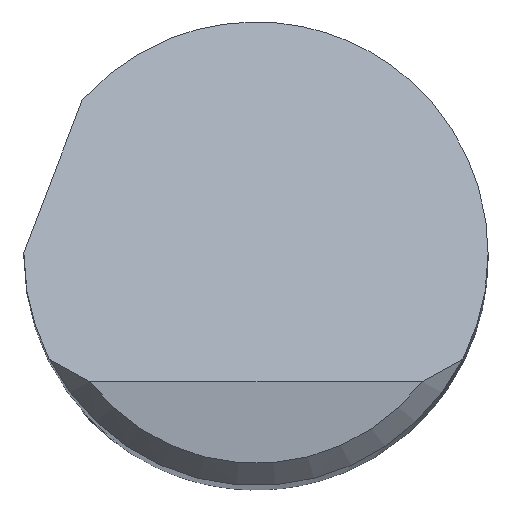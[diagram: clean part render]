
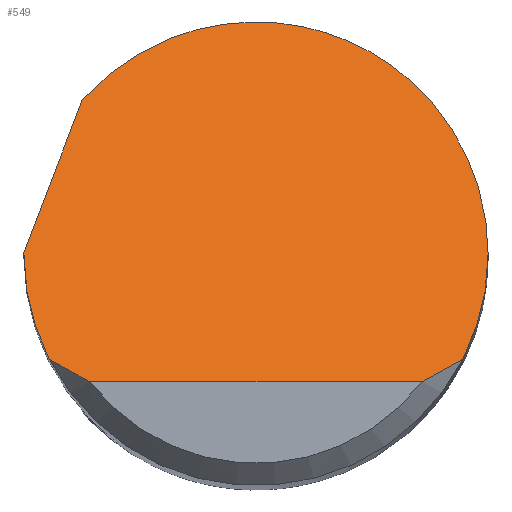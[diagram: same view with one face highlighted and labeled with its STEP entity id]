
A CAD part, top view. The second image highlights one B-rep face of the part: STEP entity #549.
In plain terms, the highlighted planar face has unit normal (0, 0.707, 0.707).
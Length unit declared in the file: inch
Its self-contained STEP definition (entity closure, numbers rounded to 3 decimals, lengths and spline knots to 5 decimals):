
#7 = CARTESIAN_POINT ( 'NONE',  ( 0.15625, 0., 1.91375 ) ) ;
#21 = EDGE_CURVE ( 'NONE', #644, #290, #536, .T. ) ;
#24 = CARTESIAN_POINT ( 'NONE',  ( 0.15625, 0.17085, 1.7429 ) ) ;
#61 = DIRECTION ( 'NONE',  ( 0.262, 0.682, -0.682 ) ) ;
#111 = VERTEX_POINT ( 'NONE', #7 ) ;
#135 = EDGE_CURVE ( 'NONE', #111, #534, #433, .T. ) ;
#138 = FACE_OUTER_BOUND ( 'NONE', #366, .T. ) ;
#149 = PLANE ( 'NONE',  #587 ) ;
#150 = VERTEX_POINT ( 'NONE', #654 ) ;
#161 = CARTESIAN_POINT ( 'NONE',  ( -0.11186, -0.08625, 2. ) ) ;
#173 = EDGE_CURVE ( 'NONE', #495, #111, #231, .T. ) ;
#183 = VERTEX_POINT ( 'NONE', #161 ) ;
#231 =( BOUNDED_CURVE ( )  B_SPLINE_CURVE ( 3, ( #386, #606, #24, #815 ),
 .UNSPECIFIED., .F., .T. ) 
 B_SPLINE_CURVE_WITH_KNOTS ( ( 4, 4 ),
 ( 5.4382, 7.85398 ),
 .UNSPECIFIED. ) 
 CURVE ( )  GEOMETRIC_REPRESENTATION_ITEM ( )  RATIONAL_B_SPLINE_CURVE ( ( 1., 0.57, 0.57, 1. ) ) 
 REPRESENTATION_ITEM ( '' )  );
#235 = CARTESIAN_POINT ( 'NONE',  ( -0.13906, -0.07125, 1.985 ) ) ;
#243 = ORIENTED_EDGE ( 'NONE', *, *, #641, .T. ) ;
#253 = LINE ( 'NONE', #788, #747 ) ;
#263 = ORIENTED_EDGE ( 'NONE', *, *, #173, .F. ) ;
#270 = EDGE_CURVE ( 'NONE', #183, #150, #401, .T. ) ;
#273 = CARTESIAN_POINT ( 'NONE',  ( 0.13906, -0.07125, 1.985 ) ) ;
#290 = VERTEX_POINT ( 'NONE', #762 ) ;
#297 = B_SPLINE_CURVE_WITH_KNOTS ( 'NONE', 3,
 ( #360, #623, #671, #273 ),
 .UNSPECIFIED., .F., .F.,
 ( 4, 4 ),
 ( 0., 0.00088 ),
 .UNSPECIFIED. ) ;
#303 = CARTESIAN_POINT ( 'NONE',  ( -0.15625, 0., 1.91375 ) ) ;
#314 = EDGE_CURVE ( 'NONE', #290, #484, #404, .T. ) ;
#316 = ORIENTED_EDGE ( 'NONE', *, *, #794, .T. ) ;
#317 = CARTESIAN_POINT ( 'NONE',  ( -0.11687, 0.10371, 1.81004 ) ) ;
#360 = CARTESIAN_POINT ( 'NONE',  ( 0.11186, -0.08625, 2. ) ) ;
#366 = EDGE_LOOP ( 'NONE', ( #402, #316, #481, #263, #711, #732, #488, #243 ) ) ;
#386 = CARTESIAN_POINT ( 'NONE',  ( -0.11687, 0.10371, 1.81004 ) ) ;
#392 = CARTESIAN_POINT ( 'NONE',  ( 0.13906, -0.07125, 1.985 ) ) ;
#399 = CARTESIAN_POINT ( 'NONE',  ( -0.13906, -0.07125, 1.985 ) ) ;
#401 = LINE ( 'NONE', #668, #715 ) ;
#402 = ORIENTED_EDGE ( 'NONE', *, *, #270, .T. ) ;
#404 =( BOUNDED_CURVE ( )  B_SPLINE_CURVE ( 3, ( #303, #439, #696, #556 ),
 .UNSPECIFIED., .F., .T. ) 
 B_SPLINE_CURVE_WITH_KNOTS ( ( 4, 4 ),
 ( 4.71239, 4.71879 ),
 .UNSPECIFIED. ) 
 CURVE ( )  GEOMETRIC_REPRESENTATION_ITEM ( )  RATIONAL_B_SPLINE_CURVE ( ( 1., 1., 1., 1. ) ) 
 REPRESENTATION_ITEM ( '' )  );
#433 =( BOUNDED_CURVE ( )  B_SPLINE_CURVE ( 3, ( #529, #781, #513, #392 ),
 .UNSPECIFIED., .F., .T. ) 
 B_SPLINE_CURVE_WITH_KNOTS ( ( 4, 4 ),
 ( 1.5708, 2.04429 ),
 .UNSPECIFIED. ) 
 CURVE ( )  GEOMETRIC_REPRESENTATION_ITEM ( )  RATIONAL_B_SPLINE_CURVE ( ( 1., 0.981, 0.981, 1. ) ) 
 REPRESENTATION_ITEM ( '' )  );
#435 = EDGE_CURVE ( 'NONE', #484, #495, #253, .T. ) ;
#439 = CARTESIAN_POINT ( 'NONE',  ( -0.15625, 0.00033, 1.91342 ) ) ;
#457 = B_SPLINE_CURVE_WITH_KNOTS ( 'NONE', 3,
 ( #804, #676, #744, #679 ),
 .UNSPECIFIED., .F., .F.,
 ( 4, 4 ),
 ( 0., 0.00088 ),
 .UNSPECIFIED. ) ;
#465 = DIRECTION ( 'NONE',  ( 0., -0.707, -0.707 ) ) ;
#481 = ORIENTED_EDGE ( 'NONE', *, *, #135, .F. ) ;
#484 = VERTEX_POINT ( 'NONE', #706 ) ;
#488 = ORIENTED_EDGE ( 'NONE', *, *, #21, .F. ) ;
#495 = VERTEX_POINT ( 'NONE', #317 ) ;
#504 = CARTESIAN_POINT ( 'NONE',  ( -0.15625, 0., 1.91375 ) ) ;
#513 = CARTESIAN_POINT ( 'NONE',  ( 0.15041, -0.04909, 1.96284 ) ) ;
#529 = CARTESIAN_POINT ( 'NONE',  ( 0.15625, 0., 1.91375 ) ) ;
#531 = CARTESIAN_POINT ( 'NONE',  ( -0.15625, -0.08625, 2. ) ) ;
#534 = VERTEX_POINT ( 'NONE', #709 ) ;
#536 =( BOUNDED_CURVE ( )  B_SPLINE_CURVE ( 3, ( #235, #570, #626, #504 ),
 .UNSPECIFIED., .F., .T. ) 
 B_SPLINE_CURVE_WITH_KNOTS ( ( 4, 4 ),
 ( 4.23889, 4.71239 ),
 .UNSPECIFIED. ) 
 CURVE ( )  GEOMETRIC_REPRESENTATION_ITEM ( )  RATIONAL_B_SPLINE_CURVE ( ( 1., 0.981, 0.981, 1. ) ) 
 REPRESENTATION_ITEM ( '' )  );
#549 = ADVANCED_FACE ( 'NONE', ( #138 ), #149, .F. ) ;
#556 = CARTESIAN_POINT ( 'NONE',  ( -0.15625, 0.001, 1.91275 ) ) ;
#570 = CARTESIAN_POINT ( 'NONE',  ( -0.15041, -0.04909, 1.96284 ) ) ;
#587 = AXIS2_PLACEMENT_3D ( 'NONE', #531, #465, #748 ) ;
#606 = CARTESIAN_POINT ( 'NONE',  ( -0.00347, 0.2315, 1.68225 ) ) ;
#619 = DIRECTION ( 'NONE',  ( 1., 0., 0. ) ) ;
#623 = CARTESIAN_POINT ( 'NONE',  ( 0.12131, -0.0816, 1.99535 ) ) ;
#626 = CARTESIAN_POINT ( 'NONE',  ( -0.15625, -0.02489, 1.93864 ) ) ;
#641 = EDGE_CURVE ( 'NONE', #644, #183, #457, .T. ) ;
#644 = VERTEX_POINT ( 'NONE', #399 ) ;
#654 = CARTESIAN_POINT ( 'NONE',  ( 0.11186, -0.08625, 2. ) ) ;
#668 = CARTESIAN_POINT ( 'NONE',  ( 0., -0.08625, 2. ) ) ;
#671 = CARTESIAN_POINT ( 'NONE',  ( 0.13035, -0.07657, 1.99032 ) ) ;
#676 = CARTESIAN_POINT ( 'NONE',  ( -0.13035, -0.07657, 1.99032 ) ) ;
#679 = CARTESIAN_POINT ( 'NONE',  ( -0.11186, -0.08625, 2. ) ) ;
#696 = CARTESIAN_POINT ( 'NONE',  ( -0.15625, 0.00067, 1.91308 ) ) ;
#706 = CARTESIAN_POINT ( 'NONE',  ( -0.15625, 0.001, 1.91275 ) ) ;
#709 = CARTESIAN_POINT ( 'NONE',  ( 0.13906, -0.07125, 1.985 ) ) ;
#711 = ORIENTED_EDGE ( 'NONE', *, *, #435, .F. ) ;
#715 = VECTOR ( 'NONE', #619, 39.37008 ) ;
#732 = ORIENTED_EDGE ( 'NONE', *, *, #314, .F. ) ;
#744 = CARTESIAN_POINT ( 'NONE',  ( -0.12131, -0.0816, 1.99535 ) ) ;
#747 = VECTOR ( 'NONE', #61, 39.37008 ) ;
#748 = DIRECTION ( 'NONE',  ( 0., 0.707, -0.707 ) ) ;
#762 = CARTESIAN_POINT ( 'NONE',  ( -0.15625, 0., 1.91375 ) ) ;
#781 = CARTESIAN_POINT ( 'NONE',  ( 0.15625, -0.02489, 1.93864 ) ) ;
#788 = CARTESIAN_POINT ( 'NONE',  ( -0.18741, -0.08028, 1.99403 ) ) ;
#794 = EDGE_CURVE ( 'NONE', #150, #534, #297, .T. ) ;
#804 = CARTESIAN_POINT ( 'NONE',  ( -0.13906, -0.07125, 1.985 ) ) ;
#815 = CARTESIAN_POINT ( 'NONE',  ( 0.15625, 0., 1.91375 ) ) ;
